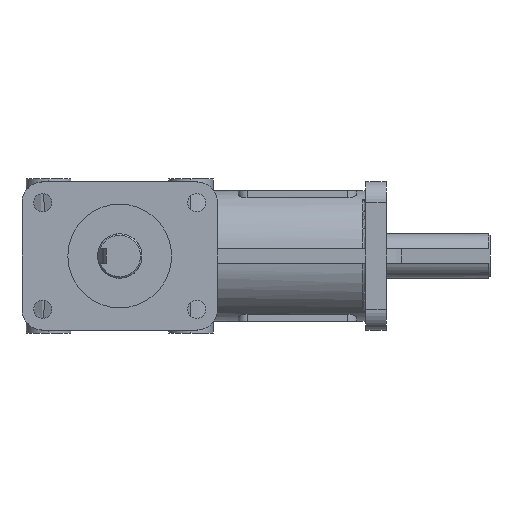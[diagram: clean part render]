
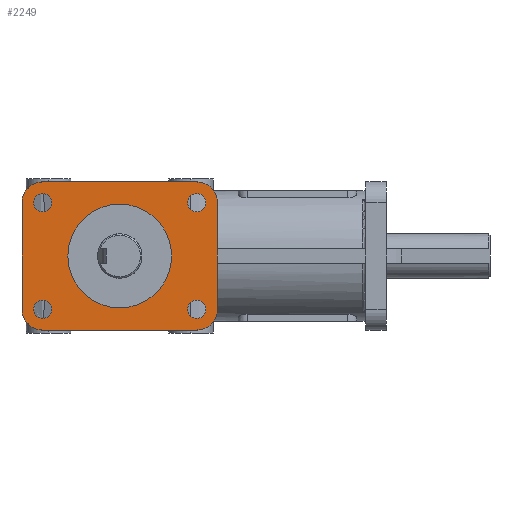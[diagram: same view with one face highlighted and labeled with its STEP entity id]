
A CAD part, left-side view. The second image highlights one B-rep face of the part: STEP entity #2249.
In plain terms, the highlighted planar face has unit normal (-1, 0, 0).
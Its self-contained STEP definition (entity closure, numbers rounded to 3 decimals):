
#2249=ADVANCED_FACE('',(#4873,#4874,#4875,#4876,#4877,#4878),#4879,.T.);
#4873=FACE_OUTER_BOUND('',#8075,.T.);
#4874=FACE_BOUND('',#8076,.T.);
#4875=FACE_BOUND('',#8077,.T.);
#4876=FACE_BOUND('',#8078,.T.);
#4877=FACE_BOUND('',#8079,.T.);
#4878=FACE_BOUND('',#8080,.T.);
#4879=PLANE('',#8081);
#8075=EDGE_LOOP('',(#19011,#19012,#19013,#19014,#19015,#19016,#19017,#19018));
#8076=EDGE_LOOP('',(#19019,#19020,#19021));
#8077=EDGE_LOOP('',(#19022,#19023,#19024));
#8078=EDGE_LOOP('',(#19025,#19026,#19027));
#8079=EDGE_LOOP('',(#19028,#19029,#19030));
#8080=EDGE_LOOP('',(#19031,#19032,#19033));
#8081=AXIS2_PLACEMENT_3D('',#19034,#19035,#19036);
#19011=ORIENTED_EDGE('',*,*,#27160,.T.);
#19012=ORIENTED_EDGE('',*,*,#25562,.T.);
#19013=ORIENTED_EDGE('',*,*,#26452,.T.);
#19014=ORIENTED_EDGE('',*,*,#25671,.T.);
#19015=ORIENTED_EDGE('',*,*,#27161,.T.);
#19016=ORIENTED_EDGE('',*,*,#25617,.T.);
#19017=ORIENTED_EDGE('',*,*,#26175,.T.);
#19018=ORIENTED_EDGE('',*,*,#27162,.T.);
#19019=ORIENTED_EDGE('',*,*,#25291,.F.);
#19020=ORIENTED_EDGE('',*,*,#25290,.F.);
#19021=ORIENTED_EDGE('',*,*,#26141,.F.);
#19022=ORIENTED_EDGE('',*,*,#26923,.F.);
#19023=ORIENTED_EDGE('',*,*,#26922,.F.);
#19024=ORIENTED_EDGE('',*,*,#26338,.F.);
#19025=ORIENTED_EDGE('',*,*,#27163,.F.);
#19026=ORIENTED_EDGE('',*,*,#27164,.F.);
#19027=ORIENTED_EDGE('',*,*,#25287,.F.);
#19028=ORIENTED_EDGE('',*,*,#27165,.F.);
#19029=ORIENTED_EDGE('',*,*,#27166,.F.);
#19030=ORIENTED_EDGE('',*,*,#24430,.F.);
#19031=ORIENTED_EDGE('',*,*,#27167,.T.);
#19032=ORIENTED_EDGE('',*,*,#27168,.T.);
#19033=ORIENTED_EDGE('',*,*,#27169,.T.);
#19034=CARTESIAN_POINT('',(-52.0,0.0,0.));
#19035=DIRECTION('',(-1.0,0.,0.0));
#19036=DIRECTION('',(0.0,0.0,1.0));
#24430=EDGE_CURVE('',#28275,#28271,#28277,.T.);
#25287=EDGE_CURVE('',#29764,#29760,#29766,.T.);
#25290=EDGE_CURVE('',#29769,#29771,#29772,.T.);
#25291=EDGE_CURVE('',#29771,#29773,#29774,.T.);
#25562=EDGE_CURVE('',#30215,#30213,#30216,.T.);
#25617=EDGE_CURVE('',#30290,#30294,#30296,.T.);
#25671=EDGE_CURVE('',#30384,#30385,#30386,.T.);
#26141=EDGE_CURVE('',#29773,#29769,#31112,.T.);
#26175=EDGE_CURVE('',#30294,#31158,#31159,.T.);
#26338=EDGE_CURVE('',#31410,#31406,#31412,.T.);
#26452=EDGE_CURVE('',#30213,#30384,#31566,.T.);
#26922=EDGE_CURVE('',#31406,#32210,#32211,.T.);
#26923=EDGE_CURVE('',#32210,#31410,#32212,.T.);
#27160=EDGE_CURVE('',#32504,#30215,#32505,.T.);
#27161=EDGE_CURVE('',#30385,#30290,#32506,.T.);
#27162=EDGE_CURVE('',#31158,#32504,#32507,.T.);
#27163=EDGE_CURVE('',#32508,#29764,#32509,.T.);
#27164=EDGE_CURVE('',#29760,#32508,#32510,.T.);
#27165=EDGE_CURVE('',#32511,#28275,#32512,.T.);
#27166=EDGE_CURVE('',#28271,#32511,#32513,.T.);
#27167=EDGE_CURVE('',#32514,#32515,#32516,.T.);
#27168=EDGE_CURVE('',#32515,#32517,#32518,.T.);
#27169=EDGE_CURVE('',#32517,#32514,#32519,.T.);
#28271=VERTEX_POINT('',#34838);
#28275=VERTEX_POINT('',#34843);
#28277=CIRCLE('',#34846,3.1);
#29760=VERTEX_POINT('',#39584);
#29764=VERTEX_POINT('',#39589);
#29766=CIRCLE('',#39592,3.1);
#29769=VERTEX_POINT('',#39595);
#29771=VERTEX_POINT('',#39598);
#29772=CIRCLE('',#39599,3.1);
#29773=VERTEX_POINT('',#39600);
#29774=CIRCLE('',#39601,3.1);
#30213=VERTEX_POINT('',#40959);
#30215=VERTEX_POINT('',#40962);
#30216=LINE('',#40963,#40964);
#30290=VERTEX_POINT('',#41128);
#30294=VERTEX_POINT('',#41134);
#30296=LINE('',#41137,#41138);
#30384=VERTEX_POINT('',#41417);
#30385=VERTEX_POINT('',#41418);
#30386=LINE('',#41419,#41420);
#31112=CIRCLE('',#44758,3.1);
#31158=VERTEX_POINT('',#45110);
#31159=CIRCLE('',#45111,7.0);
#31406=VERTEX_POINT('',#46835);
#31410=VERTEX_POINT('',#46840);
#31412=CIRCLE('',#46843,3.1);
#31566=CIRCLE('',#47317,7.0);
#32210=VERTEX_POINT('',#50158);
#32211=CIRCLE('',#50159,3.1);
#32212=CIRCLE('',#50160,3.1);
#32504=VERTEX_POINT('',#51827);
#32505=CIRCLE('',#51828,7.0);
#32506=CIRCLE('',#51829,7.0);
#32507=LINE('',#51830,#51831);
#32508=VERTEX_POINT('',#51832);
#32509=CIRCLE('',#51833,3.1);
#32510=CIRCLE('',#51834,3.1);
#32511=VERTEX_POINT('',#51835);
#32512=CIRCLE('',#51836,3.1);
#32513=CIRCLE('',#51837,3.1);
#32514=VERTEX_POINT('',#51838);
#32515=VERTEX_POINT('',#51839);
#32516=CIRCLE('',#51840,17.5);
#32517=VERTEX_POINT('',#51841);
#32518=CIRCLE('',#51842,17.5);
#32519=CIRCLE('',#51843,17.5);
#34838=CARTESIAN_POINT('',(-52.0,22.9,-18.0));
#34843=CARTESIAN_POINT('',(-52.0,29.1,-18.0));
#34846=AXIS2_PLACEMENT_3D('',#54430,#54431,#54432);
#39584=CARTESIAN_POINT('',(-52.0,-29.1,-18.0));
#39589=CARTESIAN_POINT('',(-52.0,-22.9,-18.0));
#39592=AXIS2_PLACEMENT_3D('',#55089,#55090,#55091);
#39595=CARTESIAN_POINT('',(-52.0,22.9,18.0));
#39598=CARTESIAN_POINT('',(-52.0,26.0,21.1));
#39599=AXIS2_PLACEMENT_3D('',#55093,#55094,#55095);
#39600=CARTESIAN_POINT('',(-52.0,29.1,18.0));
#39601=AXIS2_PLACEMENT_3D('',#55096,#55097,#55098);
#40959=CARTESIAN_POINT('',(-52.0,-26.0,-25.0));
#40962=CARTESIAN_POINT('',(-52.0,26.0,-25.0));
#40963=CARTESIAN_POINT('',(-52.0,26.0,-25.0));
#40964=VECTOR('',#55307,1000.0);
#41128=CARTESIAN_POINT('',(-52.0,-26.0,25.0));
#41134=CARTESIAN_POINT('',(-52.0,26.0,25.0));
#41137=CARTESIAN_POINT('',(-52.0,-26.0,25.0));
#41138=VECTOR('',#55356,1000.0);
#41417=CARTESIAN_POINT('',(-52.0,-33.0,-18.0));
#41418=CARTESIAN_POINT('',(-52.0,-33.0,18.0));
#41419=CARTESIAN_POINT('',(-52.0,-33.0,-18.0));
#41420=VECTOR('',#55383,1000.0);
#44758=AXIS2_PLACEMENT_3D('',#55725,#55726,#55727);
#45110=CARTESIAN_POINT('',(-52.0,33.0,18.0));
#45111=AXIS2_PLACEMENT_3D('',#55745,#55746,#55747);
#46835=CARTESIAN_POINT('',(-52.0,-29.1,18.0));
#46840=CARTESIAN_POINT('',(-52.0,-22.9,18.0));
#46843=AXIS2_PLACEMENT_3D('',#55859,#55860,#55861);
#47317=AXIS2_PLACEMENT_3D('',#55927,#55928,#55929);
#50158=CARTESIAN_POINT('',(-52.0,-26.0,21.1));
#50159=AXIS2_PLACEMENT_3D('',#56188,#56189,#56190);
#50160=AXIS2_PLACEMENT_3D('',#56191,#56192,#56193);
#51827=CARTESIAN_POINT('',(-52.0,33.0,-18.0));
#51828=AXIS2_PLACEMENT_3D('',#56315,#56316,#56317);
#51829=AXIS2_PLACEMENT_3D('',#56318,#56319,#56320);
#51830=CARTESIAN_POINT('',(-52.0,33.0,18.0));
#51831=VECTOR('',#56321,1000.0);
#51832=CARTESIAN_POINT('',(-52.0,-26.0,-14.9));
#51833=AXIS2_PLACEMENT_3D('',#56322,#56323,#56324);
#51834=AXIS2_PLACEMENT_3D('',#56325,#56326,#56327);
#51835=CARTESIAN_POINT('',(-52.0,26.0,-14.9));
#51836=AXIS2_PLACEMENT_3D('',#56328,#56329,#56330);
#51837=AXIS2_PLACEMENT_3D('',#56331,#56332,#56333);
#51838=CARTESIAN_POINT('',(-52.0,0.,17.5));
#51839=CARTESIAN_POINT('',(-52.0,-17.5,0.));
#51840=AXIS2_PLACEMENT_3D('',#56334,#56335,#56336);
#51841=CARTESIAN_POINT('',(-52.0,17.5,0.));
#51842=AXIS2_PLACEMENT_3D('',#56337,#56338,#56339);
#51843=AXIS2_PLACEMENT_3D('',#56340,#56341,#56342);
#54430=CARTESIAN_POINT('',(-52.0,26.0,-18.0));
#54431=DIRECTION('',(-1.0,0.,0.0));
#54432=DIRECTION('',(0.0,0.0,1.0));
#55089=CARTESIAN_POINT('',(-52.0,-26.0,-18.0));
#55090=DIRECTION('',(-1.0,0.,0.0));
#55091=DIRECTION('',(0.0,0.0,1.0));
#55093=CARTESIAN_POINT('',(-52.0,26.0,18.0));
#55094=DIRECTION('',(-1.0,0.,0.0));
#55095=DIRECTION('',(0.0,0.0,1.0));
#55096=CARTESIAN_POINT('',(-52.0,26.0,18.0));
#55097=DIRECTION('',(-1.0,0.,0.0));
#55098=DIRECTION('',(0.0,0.0,1.0));
#55307=DIRECTION('',(0.0,-1.0,0.0));
#55356=DIRECTION('',(0.0,1.0,0.0));
#55383=DIRECTION('',(0.0,0.0,1.0));
#55725=CARTESIAN_POINT('',(-52.0,26.0,18.0));
#55726=DIRECTION('',(-1.0,0.,0.0));
#55727=DIRECTION('',(0.0,0.0,1.0));
#55745=CARTESIAN_POINT('',(-52.0,26.0,18.0));
#55746=DIRECTION('',(-1.0,0.0,0.0));
#55747=DIRECTION('',(0.0,-1.0,0.0));
#55859=CARTESIAN_POINT('',(-52.0,-26.0,18.0));
#55860=DIRECTION('',(-1.0,0.,0.0));
#55861=DIRECTION('',(0.0,0.0,1.0));
#55927=CARTESIAN_POINT('',(-52.0,-26.0,-18.0));
#55928=DIRECTION('',(-1.0,0.0,0.0));
#55929=DIRECTION('',(0.0,1.0,0.0));
#56188=CARTESIAN_POINT('',(-52.0,-26.0,18.0));
#56189=DIRECTION('',(-1.0,0.,0.0));
#56190=DIRECTION('',(0.0,0.0,1.0));
#56191=CARTESIAN_POINT('',(-52.0,-26.0,18.0));
#56192=DIRECTION('',(-1.0,0.,0.0));
#56193=DIRECTION('',(0.0,0.0,1.0));
#56315=CARTESIAN_POINT('',(-52.0,26.0,-18.0));
#56316=DIRECTION('',(-1.0,0.0,0.0));
#56317=DIRECTION('',(0.0,-1.0,0.0));
#56318=CARTESIAN_POINT('',(-52.0,-26.0,18.0));
#56319=DIRECTION('',(-1.0,0.0,0.0));
#56320=DIRECTION('',(0.0,1.0,0.0));
#56321=DIRECTION('',(0.0,0.,-1.0));
#56322=CARTESIAN_POINT('',(-52.0,-26.0,-18.0));
#56323=DIRECTION('',(-1.0,0.,0.0));
#56324=DIRECTION('',(0.0,0.0,1.0));
#56325=CARTESIAN_POINT('',(-52.0,-26.0,-18.0));
#56326=DIRECTION('',(-1.0,0.,0.0));
#56327=DIRECTION('',(0.0,0.0,1.0));
#56328=CARTESIAN_POINT('',(-52.0,26.0,-18.0));
#56329=DIRECTION('',(-1.0,0.,0.0));
#56330=DIRECTION('',(0.0,0.0,1.0));
#56331=CARTESIAN_POINT('',(-52.0,26.0,-18.0));
#56332=DIRECTION('',(-1.0,0.,0.0));
#56333=DIRECTION('',(0.0,0.0,1.0));
#56334=CARTESIAN_POINT('',(-52.0,0.,0.));
#56335=DIRECTION('',(1.0,0.,0.0));
#56336=DIRECTION('',(0.0,0.0,1.0));
#56337=CARTESIAN_POINT('',(-52.0,0.,0.));
#56338=DIRECTION('',(1.0,0.,0.0));
#56339=DIRECTION('',(0.0,0.0,1.0));
#56340=CARTESIAN_POINT('',(-52.0,0.,0.));
#56341=DIRECTION('',(1.0,0.,0.0));
#56342=DIRECTION('',(0.0,0.0,1.0));
